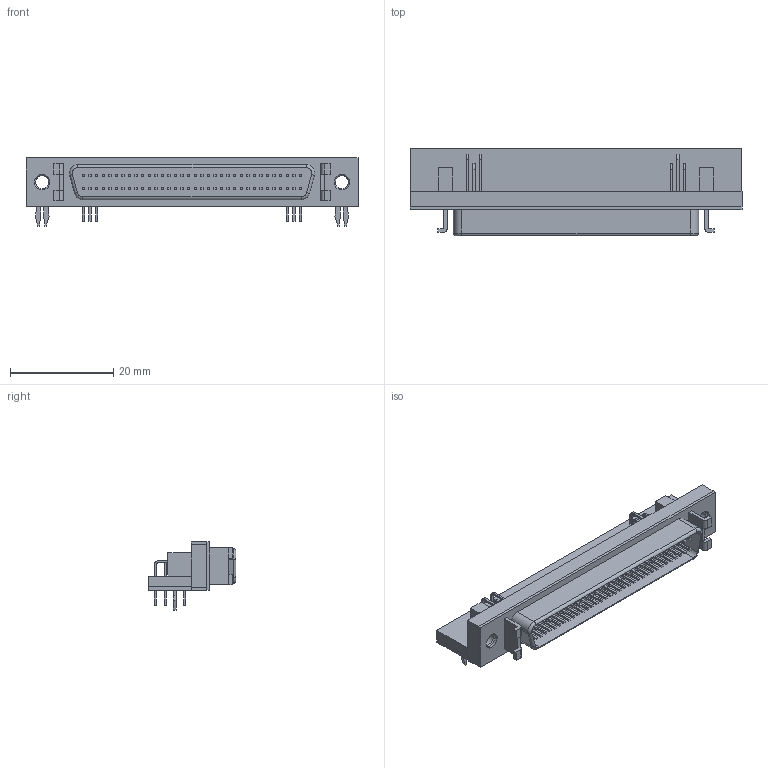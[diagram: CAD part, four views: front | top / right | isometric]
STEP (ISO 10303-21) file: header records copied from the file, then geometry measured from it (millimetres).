
FILE_DESCRIPTION(/* description */ (''),/* implementation_level */ '2;1');
FILE_NAME(/* name */ 'MHCONNECTORS_3700-0121-01.stp',/* time_stamp */ '2017-07-11T12:28:19+02:00',/* author */ ('jchouvet'),/* organization */ ('Tyco Electronics Corporation'),/* preprocessor_version */ 'ST-DEVELOPER v16.1',/* originating_system */ 'AutoCAD Mechanical',/* authorisation */ '');
FILE_SCHEMA (('AUTOMOTIVE_DESIGN { 1 0 10303 214 3 1 1 }'));
Length unit declared in the file: millimetre
Products named in the file (1): Product
Bounding box: 64.16 x 17 x 13.2 mm (x, y, z)
Volume: 3833.7 mm3; surface area: 8141.2 mm2
Topology: 115 solids, 115 shells, 793 faces, 1674 edges, 1106 vertices
Faces by surface type: plane 733, cylinder 52, torus 4, cone 4
Full cylindrical faces by diameter (mm): 2.5 x2, 3 x6
Entity records: 20714 total; most frequent: CARTESIAN_POINT 3558, DIRECTION 3352, ORIENTED_EDGE 3320, EDGE_CURVE 1660, LINE 1556, VECTOR 1556, VERTEX_POINT 1104, AXIS2_PLACEMENT_3D 898
